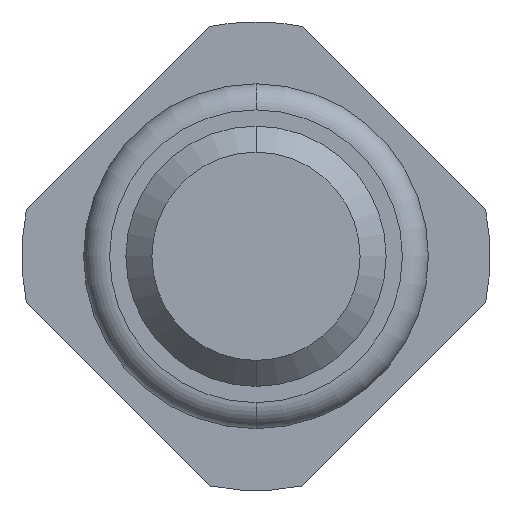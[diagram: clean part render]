
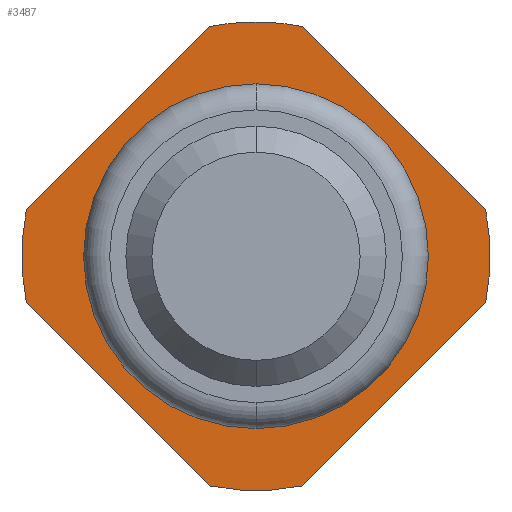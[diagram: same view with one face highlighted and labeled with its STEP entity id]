
A CAD part, front view. The second image highlights one B-rep face of the part: STEP entity #3487.
In plain terms, the highlighted planar face has unit normal (0, -1, 0).
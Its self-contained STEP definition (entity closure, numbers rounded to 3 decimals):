
#117 = VERTEX_POINT ( 'NONE', #1210 ) ;
#137 = AXIS2_PLACEMENT_3D ( 'NONE', #1331, #2811, #215 ) ;
#151 = VECTOR ( 'NONE', #2804, 1000. ) ;
#152 = DIRECTION ( 'NONE',  ( 0., 1., 0. ) ) ;
#174 = CARTESIAN_POINT ( 'NONE',  ( -0.161, -2., 1.961 ) ) ;
#205 = DIRECTION ( 'NONE',  ( 0., 1., 0. ) ) ;
#215 = DIRECTION ( 'NONE',  ( 0., 0., 1. ) ) ;
#216 = DIRECTION ( 'NONE',  ( 0., 1., 0. ) ) ;
#236 = CARTESIAN_POINT ( 'NONE',  ( -0.161, -2., -1.961 ) ) ;
#284 = EDGE_CURVE ( 'Defeature ausgef�hrt2_15+Defeature ausgef�hrt2_0+Defeature ausgef�hrt2_1+Defeature ausgef�hrt2_4', #366, #3505, #1613, .T. ) ;
#305 = CARTESIAN_POINT ( 'NONE',  ( 0., -2., 0. ) ) ;
#329 = CIRCLE ( 'NONE', #2867, 1.325 ) ;
#345 = DIRECTION ( 'NONE',  ( 0.707, 0., -0.707 ) ) ;
#366 = VERTEX_POINT ( 'NONE', #3662 ) ;
#376 = CARTESIAN_POINT ( 'NONE',  ( 1.961, -2., 0.161 ) ) ;
#378 = DIRECTION ( 'NONE',  ( 0., 0., 1. ) ) ;
#420 = LINE ( 'NONE', #174, #151 ) ;
#431 = CARTESIAN_POINT ( 'NONE',  ( 1.961, -2., -0.161 ) ) ;
#451 = AXIS2_PLACEMENT_3D ( 'NONE', #3537, #953, #378 ) ;
#510 = ORIENTED_EDGE ( 'NONE', *, *, #2224, .F. ) ;
#541 = CARTESIAN_POINT ( 'NONE',  ( -0.357, -2., 1.764 ) ) ;
#674 = EDGE_CURVE ( 'Defeature ausgef�hrt2_0+Defeature ausgef�hrt2_12+Defeature ausgef�hrt2_12+Defeature ausgef�hrt2_12', #2827, #1843, #3639, .T. ) ;
#816 = CIRCLE ( 'NONE', #3226, 1.8 ) ;
#888 = CARTESIAN_POINT ( 'NONE',  ( 0., -2., 0. ) ) ;
#890 = ORIENTED_EDGE ( 'NONE', *, *, #2474, .F. ) ;
#898 = CARTESIAN_POINT ( 'NONE',  ( 0., -2., 0. ) ) ;
#905 = DIRECTION ( 'NONE',  ( 0., 1., 0. ) ) ;
#912 = CARTESIAN_POINT ( 'NONE',  ( 0.357, -2., -1.764 ) ) ;
#953 = DIRECTION ( 'NONE',  ( 0., 1., 0. ) ) ;
#1005 = DIRECTION ( 'NONE',  ( 0., 0., 1. ) ) ;
#1043 = VECTOR ( 'NONE', #2177, 1000. ) ;
#1068 = ORIENTED_EDGE ( 'NONE', *, *, #1563, .F. ) ;
#1103 = EDGE_LOOP ( 'NONE', ( #1068, #2036, #2015, #2485, #3425, #510, #1452, #2516, #890 ) ) ;
#1113 = VECTOR ( 'NONE', #345, 1000. ) ;
#1197 = EDGE_CURVE ( 'Defeature ausgef�hrt2_4+Defeature ausgef�hrt2_0+Defeature ausgef�hrt2_15+Defeature ausgef�hrt2_16', #3505, #117, #2571, .T. ) ;
#1210 = CARTESIAN_POINT ( 'NONE',  ( -0.357, -2., -1.764 ) ) ;
#1331 = CARTESIAN_POINT ( 'NONE',  ( 0., -2., 0. ) ) ;
#1379 = DIRECTION ( 'NONE',  ( -0.707, 0., 0.707 ) ) ;
#1452 = ORIENTED_EDGE ( 'NONE', *, *, #1197, .F. ) ;
#1476 = DIRECTION ( 'NONE',  ( 0., 0., 1. ) ) ;
#1489 = PLANE ( 'NONE',  #451 ) ;
#1491 = CIRCLE ( 'NONE', #3529, 1.8 ) ;
#1563 = EDGE_CURVE ( 'Defeature ausgef�hrt2_18+Defeature ausgef�hrt2_0+Defeature ausgef�hrt2_2+Defeature ausgef�hrt2_1', #3510, #3079, #2332, .T. ) ;
#1613 = LINE ( 'NONE', #431, #1043 ) ;
#1755 = CARTESIAN_POINT ( 'NONE',  ( 0., -2., 0. ) ) ;
#1843 = VERTEX_POINT ( 'NONE', #3434 ) ;
#1854 = CARTESIAN_POINT ( 'NONE',  ( 0., -2., 0. ) ) ;
#1860 = ORIENTED_EDGE ( 'NONE', *, *, #674, .T. ) ;
#1964 = EDGE_CURVE ( 'Defeature ausgef�hrt2_2+Defeature ausgef�hrt2_0+Defeature ausgef�hrt2_17+Defeature ausgef�hrt2_18', #2453, #3510, #1491, .T. ) ;
#2013 = EDGE_CURVE ( 'Defeature ausgef�hrt2_2+Defeature ausgef�hrt2_0+Defeature ausgef�hrt2_17+Defeature ausgef�hrt2_18', #2901, #2453, #3223, .T. ) ;
#2015 = ORIENTED_EDGE ( 'NONE', *, *, #2013, .F. ) ;
#2036 = ORIENTED_EDGE ( 'NONE', *, *, #1964, .F. ) ;
#2177 = DIRECTION ( 'NONE',  ( -0.707, 0., -0.707 ) ) ;
#2219 = EDGE_CURVE ( 'Defeature ausgef�hrt2_3+Defeature ausgef�hrt2_0+Defeature ausgef�hrt2_16+Defeature ausgef�hrt2_17', #3350, #3146, #2333, .T. ) ;
#2224 = EDGE_CURVE ( 'Defeature ausgef�hrt2_16+Defeature ausgef�hrt2_0+Defeature ausgef�hrt2_4+Defeature ausgef�hrt2_3', #117, #3350, #3372, .T. ) ;
#2273 = VECTOR ( 'NONE', #1379, 1000. ) ;
#2332 = LINE ( 'NONE', #376, #1113 ) ;
#2333 = CIRCLE ( 'NONE', #3532, 1.8 ) ;
#2417 = ORIENTED_EDGE ( 'NONE', *, *, #3664, .T. ) ;
#2453 = VERTEX_POINT ( 'NONE', #3380 ) ;
#2474 = EDGE_CURVE ( 'Defeature ausgef�hrt2_1+Defeature ausgef�hrt2_0+Defeature ausgef�hrt2_18+Defeature ausgef�hrt2_15', #3079, #366, #816, .T. ) ;
#2485 = ORIENTED_EDGE ( 'NONE', *, *, #3254, .F. ) ;
#2516 = ORIENTED_EDGE ( 'NONE', *, *, #284, .F. ) ;
#2571 = CIRCLE ( 'NONE', #2635, 1.8 ) ;
#2622 = DIRECTION ( 'NONE',  ( 0., 1., 0. ) ) ;
#2631 = CARTESIAN_POINT ( 'NONE',  ( -1.764, -2., 0.357 ) ) ;
#2635 = AXIS2_PLACEMENT_3D ( 'NONE', #305, #2622, #2859 ) ;
#2637 = AXIS2_PLACEMENT_3D ( 'NONE', #1755, #2903, #1476 ) ;
#2644 = CARTESIAN_POINT ( 'NONE',  ( 0.357, -2., 1.764 ) ) ;
#2738 = CARTESIAN_POINT ( 'NONE',  ( 0., -2., 1.325 ) ) ;
#2804 = DIRECTION ( 'NONE',  ( 0.707, 0., 0.707 ) ) ;
#2811 = DIRECTION ( 'NONE',  ( 0., 1., 0. ) ) ;
#2827 = VERTEX_POINT ( 'NONE', #2738 ) ;
#2859 = DIRECTION ( 'NONE',  ( 0., 0., 1. ) ) ;
#2867 = AXIS2_PLACEMENT_3D ( 'NONE', #1854, #205, #3002 ) ;
#2897 = DIRECTION ( 'NONE',  ( 0., 0., 1. ) ) ;
#2901 = VERTEX_POINT ( 'NONE', #541 ) ;
#2903 = DIRECTION ( 'NONE',  ( 0., 1., 0. ) ) ;
#2951 = FACE_BOUND ( 'NONE', #3467, .T. ) ;
#2965 = FACE_OUTER_BOUND ( 'NONE', #1103, .T. ) ;
#2990 = CARTESIAN_POINT ( 'NONE',  ( 1.764, -2., 0.357 ) ) ;
#3002 = DIRECTION ( 'NONE',  ( 0., 0., 1. ) ) ;
#3079 = VERTEX_POINT ( 'NONE', #2990 ) ;
#3146 = VERTEX_POINT ( 'NONE', #2631 ) ;
#3157 = CARTESIAN_POINT ( 'NONE',  ( -1.764, -2., -0.357 ) ) ;
#3187 = DIRECTION ( 'NONE',  ( 0., 0., 1. ) ) ;
#3223 = CIRCLE ( 'NONE', #2637, 1.8 ) ;
#3226 = AXIS2_PLACEMENT_3D ( 'NONE', #3590, #152, #1005 ) ;
#3254 = EDGE_CURVE ( 'Defeature ausgef�hrt2_17+Defeature ausgef�hrt2_0+Defeature ausgef�hrt2_3+Defeature ausgef�hrt2_2', #3146, #2901, #420, .T. ) ;
#3350 = VERTEX_POINT ( 'NONE', #3157 ) ;
#3372 = LINE ( 'NONE', #236, #2273 ) ;
#3380 = CARTESIAN_POINT ( 'NONE',  ( 0., -2., 1.8 ) ) ;
#3425 = ORIENTED_EDGE ( 'NONE', *, *, #2219, .F. ) ;
#3434 = CARTESIAN_POINT ( 'NONE',  ( 0., -2., -1.325 ) ) ;
#3467 = EDGE_LOOP ( 'NONE', ( #1860, #2417 ) ) ;
#3487 = ADVANCED_FACE ( 'Defeature ausgef�hrt2_0', ( #2951, #2965 ), #1489, .F. ) ;
#3505 = VERTEX_POINT ( 'NONE', #912 ) ;
#3510 = VERTEX_POINT ( 'NONE', #2644 ) ;
#3529 = AXIS2_PLACEMENT_3D ( 'NONE', #888, #905, #3187 ) ;
#3532 = AXIS2_PLACEMENT_3D ( 'NONE', #898, #216, #2897 ) ;
#3537 = CARTESIAN_POINT ( 'NONE',  ( 1.8, -2., 0. ) ) ;
#3590 = CARTESIAN_POINT ( 'NONE',  ( 0., -2., 0. ) ) ;
#3639 = CIRCLE ( 'NONE', #137, 1.325 ) ;
#3662 = CARTESIAN_POINT ( 'NONE',  ( 1.764, -2., -0.357 ) ) ;
#3664 = EDGE_CURVE ( 'Defeature ausgef�hrt2_0+Defeature ausgef�hrt2_12+Defeature ausgef�hrt2_12+Defeature ausgef�hrt2_12', #1843, #2827, #329, .T. ) ;
